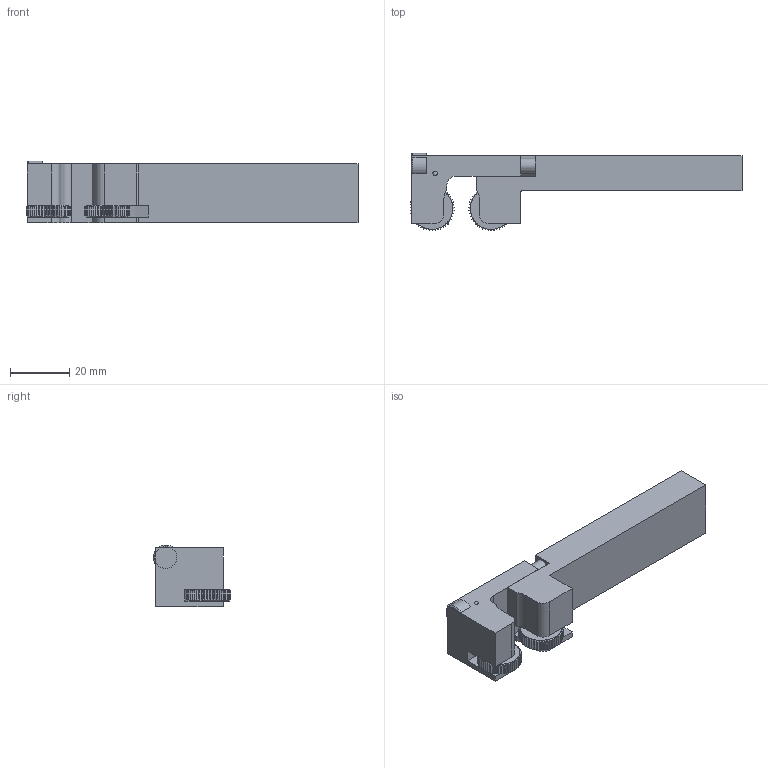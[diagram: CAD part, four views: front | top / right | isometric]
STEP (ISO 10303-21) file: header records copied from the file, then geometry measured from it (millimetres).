
FILE_DESCRIPTION(/* description */ (''),/* implementation_level */ '2;1');
FILE_NAME(/* name */ '32000211.stp',/* time_stamp */ '2022-02-17T10:09:38+01:00',/* author */ ('bueker'),/* organization */ (''),/* preprocessor_version */ 'ST-DEVELOPER v18.1',/* originating_system */ 'Autodesk Inventor 2022',/* authorisation */ '');
FILE_SCHEMA (('AUTOMOTIVE_DESIGN { 1 0 10303 214 3 1 1 }'));
Products named in the file (4): 32000407; Backe unten; Backe oben; 41000321-B-GELB
Assembly tree (4 placements, depth 2):
  32000407
    Backe unten
    Backe oben
    41000321-B-GELB  x2
Bounding box: 112.44 x 26.23 x 21 mm (x, y, z)
Volume: 31028.9 mm3; surface area: 15171.4 mm2
Topology: 4 solids, 4 shells, 585 faces, 1313 edges, 740 vertices
Faces by surface type: plane 254, cone 202, cylinder 121, torus 7, sphere 1
Full cylindrical faces by diameter (mm): 4 x4, 5 x1
Entity records: 9707 total; most frequent: CARTESIAN_POINT 2098, ORIENTED_EDGE 1578, DIRECTION 1548, EDGE_CURVE 789, AXIS2_PLACEMENT_3D 613, VERTEX_POINT 454, EDGE_LOOP 355, FACE_OUTER_BOUND 345
